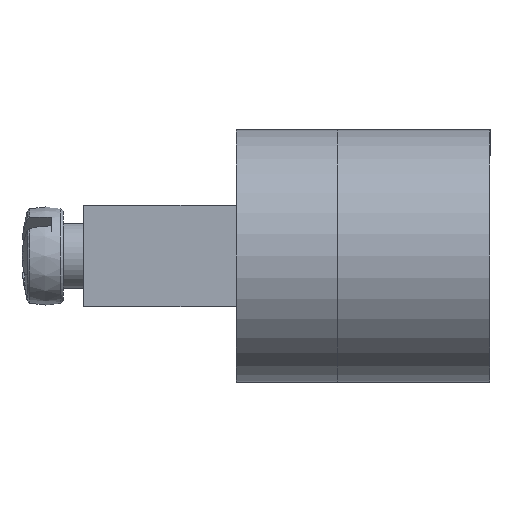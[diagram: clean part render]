
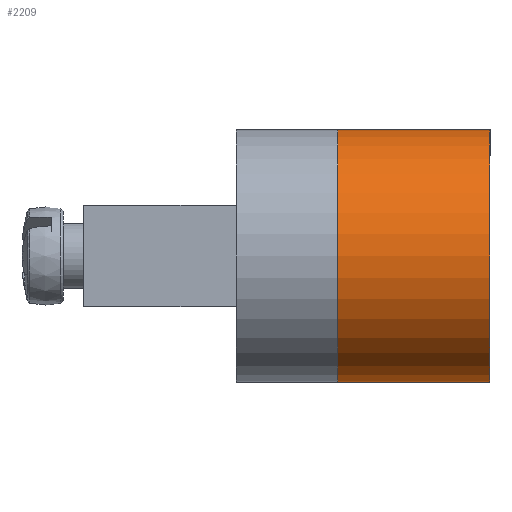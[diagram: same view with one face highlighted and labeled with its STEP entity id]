
A CAD part, left-side view. The second image highlights one B-rep face of the part: STEP entity #2209.
In plain terms, the highlighted cylindrical face has radius 7.5 mm (diameter 15 mm), a partial arc.
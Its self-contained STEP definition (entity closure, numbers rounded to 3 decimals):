
#164=LINE('',#4363,#210);
#169=LINE('',#4375,#215);
#210=VECTOR('',#3063,9.);
#215=VECTOR('',#3078,9.);
#599=CIRCLE('',#2477,7.5);
#600=CIRCLE('',#2479,7.5);
#726=FACE_OUTER_BOUND('',#1017,.T.);
#1017=EDGE_LOOP('',(#1899,#1900,#1901,#1902));
#1246=VERTEX_POINT('',#4361);
#1247=VERTEX_POINT('',#4362);
#1248=VERTEX_POINT('',#4367);
#1249=VERTEX_POINT('',#4371);
#1465=EDGE_CURVE('',#1246,#1247,#164,.T.);
#1468=EDGE_CURVE('',#1248,#1247,#599,.T.);
#1471=EDGE_CURVE('',#1246,#1249,#600,.T.);
#1472=EDGE_CURVE('',#1249,#1248,#169,.T.);
#1899=ORIENTED_EDGE('',*,*,#1471,.T.);
#1900=ORIENTED_EDGE('',*,*,#1472,.T.);
#1901=ORIENTED_EDGE('',*,*,#1468,.T.);
#1902=ORIENTED_EDGE('',*,*,#1465,.F.);
#1998=CYLINDRICAL_SURFACE('',#2481,7.5);
#2209=ADVANCED_FACE('',(#726),#1998,.T.);
#2477=AXIS2_PLACEMENT_3D('',#4368,#3068,#3069);
#2479=AXIS2_PLACEMENT_3D('',#4373,#3074,#3075);
#2481=AXIS2_PLACEMENT_3D('',#4376,#3079,#3080);
#3063=DIRECTION('',(0.,1.,0.));
#3068=DIRECTION('center_axis',(0.,-1.,0.));
#3069=DIRECTION('ref_axis',(0.,0.,
1.));
#3074=DIRECTION('center_axis',(0.,1.,0.));
#3075=DIRECTION('ref_axis',(0.,0.,1.));
#3078=DIRECTION('',(0.,1.,0.));
#3079=DIRECTION('center_axis',(0.,1.,0.));
#3080=DIRECTION('ref_axis',(0.,0.,1.));
#4361=CARTESIAN_POINT('',(7.,0.,7.5));
#4362=CARTESIAN_POINT('',(7.,9.,7.5));
#4363=CARTESIAN_POINT('',(7.,-10.607,7.5));
#4367=CARTESIAN_POINT('',(7.,9.,-7.5));
#4368=CARTESIAN_POINT('Origin',(7.,9.,0.));
#4371=CARTESIAN_POINT('',(7.,0.,-7.5));
#4373=CARTESIAN_POINT('Origin',(7.,0.,0.));
#4375=CARTESIAN_POINT('',(7.,-10.607,-7.5));
#4376=CARTESIAN_POINT('Origin',(7.,-10.607,0.));
